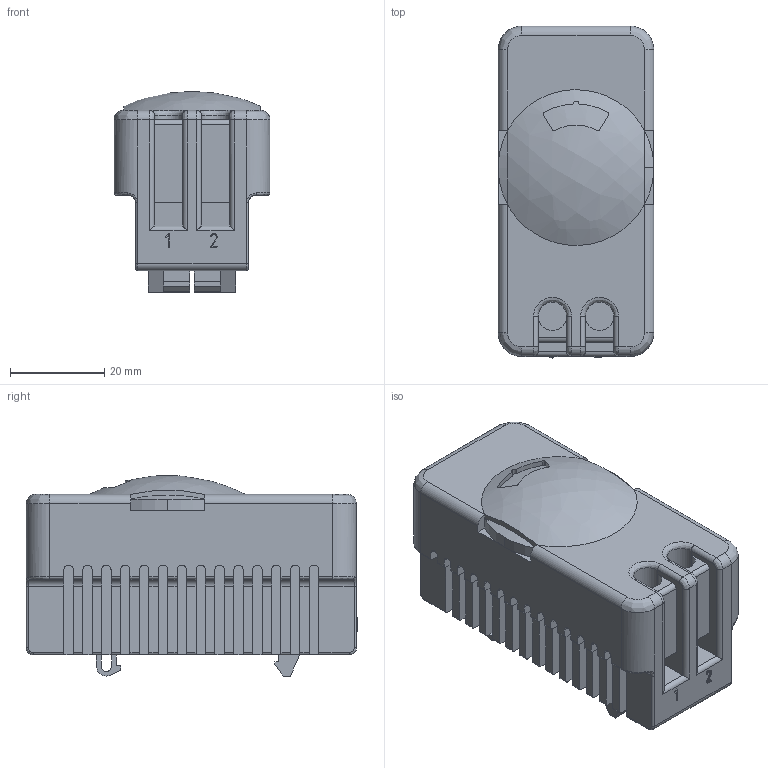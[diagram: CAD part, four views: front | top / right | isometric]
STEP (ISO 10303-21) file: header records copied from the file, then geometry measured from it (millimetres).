
FILE_DESCRIPTION (( 'STEP AP214' ), '1' );
FILE_NAME ('3150-2060-02U30.STEP', '2021-12-08T09:35:32', ( '' ), ( '' ), 'SwSTEP 2.0', 'SolidWorks 2019', '' );
FILE_SCHEMA (( 'AUTOMOTIVE_DESIGN' ));
Length unit declared in the file: millimetre
Products named in the file (1): 3150-2060-02U30
Bounding box: 33 x 70.3 x 42.41 mm (x, y, z)
Volume: 64066.2 mm3; surface area: 16063.7 mm2
Topology: 1 solids, 2 shells, 494 faces, 1391 edges, 904 vertices
Faces by surface type: plane 242, cylinder 198, bspline 54
Entity records: 17241 total; most frequent: CARTESIAN_POINT 4464, ORIENTED_EDGE 2778, DIRECTION 2549, EDGE_CURVE 1389, LINE 905, VECTOR 905, VERTEX_POINT 904, AXIS2_PLACEMENT_3D 822
